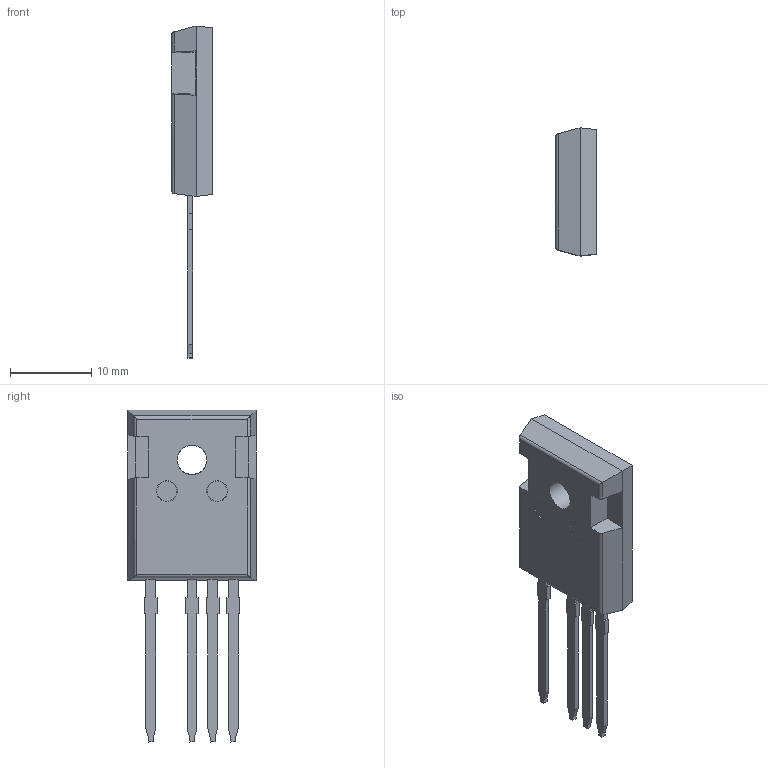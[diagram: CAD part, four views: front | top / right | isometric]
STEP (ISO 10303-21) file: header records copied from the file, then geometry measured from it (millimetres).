
FILE_DESCRIPTION(/* description */ (''),/* implementation_level */ '2;1');
FILE_NAME(/* name */ 'TO254P1580X500X2522-4_zz.stp',/* time_stamp */ '2021-06-16T09:49:42+08:00',/* author */ (''),/* organization */ (''),/* preprocessor_version */ 'ST-DEVELOPER v16.7',/* originating_system */ 'SIEMENS PLM Software NX 12.0',/* authorisation */ '');
FILE_SCHEMA (('AUTOMOTIVE_DESIGN { 1 0 10303 214 3 1 1 1 }'));
Length unit declared in the file: millimetre
Products named in the file (1): TO254P1580X500X2522-4_step
Bounding box: 5 x 15.8 x 40.92 mm (x, y, z)
Volume: 1857 mm3; surface area: 1845 mm2
Topology: 6 solids, 6 shells, 124 faces, 319 edges, 209 vertices
Faces by surface type: plane 110, cylinder 10, torus 4
Full cylindrical faces by diameter (mm): 2.5 x2, 3.6 x1, 7.188 x1
Entity records: 3700 total; most frequent: CARTESIAN_POINT 641, ORIENTED_EDGE 618, DIRECTION 581, EDGE_CURVE 309, LINE 287, VECTOR 287, VERTEX_POINT 207, AXIS2_PLACEMENT_3D 147
